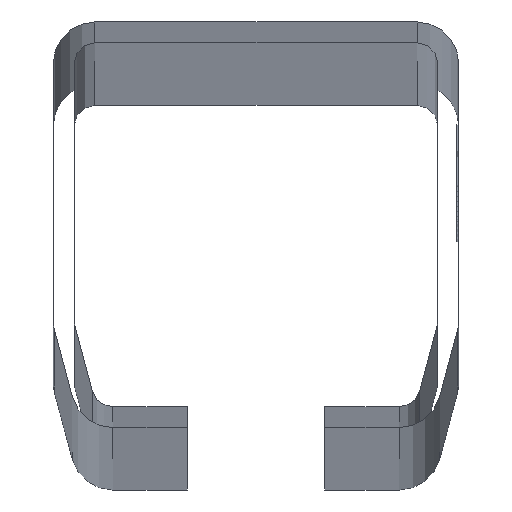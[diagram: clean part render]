
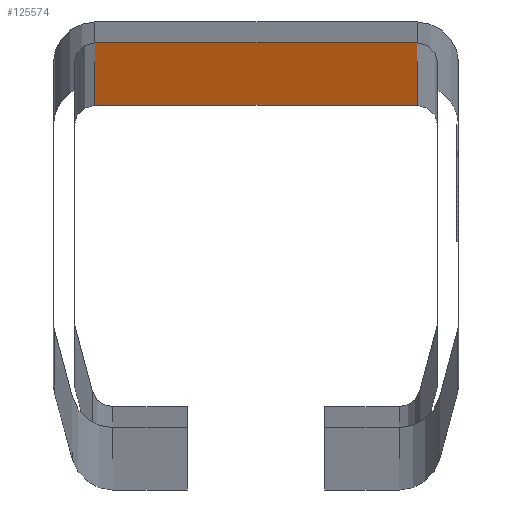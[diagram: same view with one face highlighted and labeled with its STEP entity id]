
A CAD part, top view. The second image highlights one B-rep face of the part: STEP entity #125574.
In plain terms, the highlighted planar face has unit normal (0, -1, 0).
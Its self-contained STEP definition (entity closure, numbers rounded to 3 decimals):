
#10616=FACE_OUTER_BOUND('',#17554,.T.);
#17554=EDGE_LOOP('',(#108101,#108102,#108103,#108104));
#31953=LINE('',#213048,#46361);
#31954=LINE('',#213051,#46362);
#31955=LINE('',#213053,#46363);
#31956=LINE('',#213054,#46364);
#46361=VECTOR('',#155242,10.);
#46362=VECTOR('',#155245,10.);
#46363=VECTOR('',#155246,10.);
#46364=VECTOR('',#155247,10.);
#57601=VERTEX_POINT('',#213044);
#57602=VERTEX_POINT('',#213046);
#57603=VERTEX_POINT('',#213050);
#57604=VERTEX_POINT('',#213052);
#74451=EDGE_CURVE('',#57602,#57601,#31953,.T.);
#74452=EDGE_CURVE('',#57603,#57601,#31954,.T.);
#74453=EDGE_CURVE('',#57604,#57602,#31955,.T.);
#74454=EDGE_CURVE('',#57604,#57603,#31956,.T.);
#108101=ORIENTED_EDGE('',*,*,#74452,.T.);
#108102=ORIENTED_EDGE('',*,*,#74451,.F.);
#108103=ORIENTED_EDGE('',*,*,#74453,.F.);
#108104=ORIENTED_EDGE('',*,*,#74454,.T.);
#113179=PLANE('',#130681);
#125574=ADVANCED_FACE('',(#10616),#113179,.T.);
#130681=AXIS2_PLACEMENT_3D('',#213049,#155243,#155244);
#155242=DIRECTION('',(0.,0.,1.));
#155243=DIRECTION('center_axis',(0.,-1.,0.));
#155244=DIRECTION('ref_axis',(0.,0.,-1.));
#155245=DIRECTION('',(-1.,0.,0.));
#155246=DIRECTION('',(-1.,0.,0.));
#155247=DIRECTION('',(0.,0.,1.));
#213044=CARTESIAN_POINT('',(-15.5,64.5,6000.));
#213046=CARTESIAN_POINT('',(-15.5,64.5,0.));
#213048=CARTESIAN_POINT('',(-15.5,64.5,0.));
#213049=CARTESIAN_POINT('Origin',(38.5,64.5,0.));
#213050=CARTESIAN_POINT('',(38.5,64.5,6000.));
#213051=CARTESIAN_POINT('',(38.5,64.5,6000.));
#213052=CARTESIAN_POINT('',(38.5,64.5,0.));
#213053=CARTESIAN_POINT('',(38.5,64.5,0.));
#213054=CARTESIAN_POINT('',(38.5,64.5,0.));
